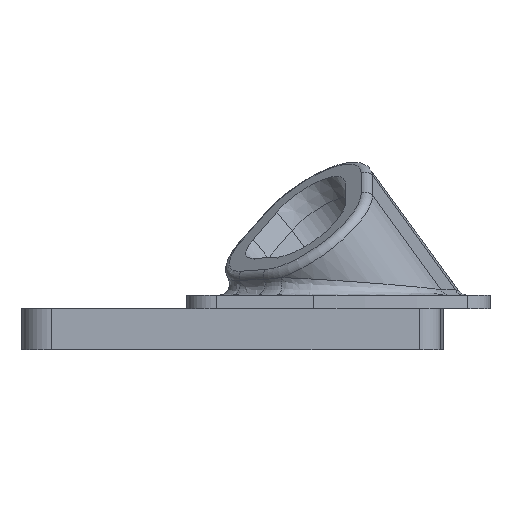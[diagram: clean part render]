
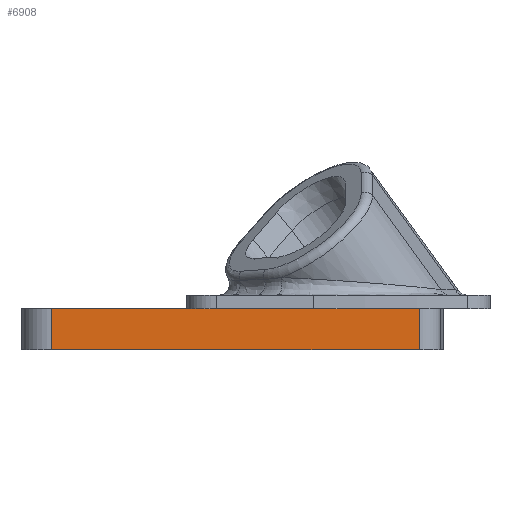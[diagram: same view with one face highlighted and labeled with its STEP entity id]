
A CAD part, left-side view. The second image highlights one B-rep face of the part: STEP entity #6908.
In plain terms, the highlighted planar face has unit normal (-1, 0, 0).
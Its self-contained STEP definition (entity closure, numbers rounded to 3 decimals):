
#3730 = PLANE('',#3731);
#3731 = AXIS2_PLACEMENT_3D('',#3732,#3733,#3734);
#3732 = CARTESIAN_POINT('',(0.,0.,-1.6));
#3733 = DIRECTION('',(0.,0.,1.));
#3734 = DIRECTION('',(1.,0.,0.));
#4193 = VERTEX_POINT('',#4194);
#4194 = CARTESIAN_POINT('',(-72.8,18.4,-1.6));
#4208 = PLANE('',#4209);
#4209 = AXIS2_PLACEMENT_3D('',#4210,#4211,#4212);
#4210 = CARTESIAN_POINT('',(0.,12.8,-1.6));
#4211 = DIRECTION('',(0.,0.,-1.));
#4212 = DIRECTION('',(-1.,0.,0.));
#5616 = EDGE_CURVE('',#4193,#5617,#5619,.T.);
#5617 = VERTEX_POINT('',#5618);
#5618 = CARTESIAN_POINT('',(-72.8,-9.8,-1.6));
#5619 = SURFACE_CURVE('',#5620,(#5624,#5631),.PCURVE_S1.);
#5620 = LINE('',#5621,#5622);
#5621 = CARTESIAN_POINT('',(-72.8,-4.9,-1.6));
#5622 = VECTOR('',#5623,1.);
#5623 = DIRECTION('',(0.,-1.,0.));
#5624 = PCURVE('',#3730,#5625);
#5625 = DEFINITIONAL_REPRESENTATION('',(#5626),#5630);
#5626 = LINE('',#5627,#5628);
#5627 = CARTESIAN_POINT('',(-72.8,-4.9));
#5628 = VECTOR('',#5629,1.);
#5629 = DIRECTION('',(0.,-1.));
#5630 = ( GEOMETRIC_REPRESENTATION_CONTEXT(2) 
PARAMETRIC_REPRESENTATION_CONTEXT() REPRESENTATION_CONTEXT('2D SPACE',''
  ) );
#5631 = PCURVE('',#5632,#5637);
#5632 = PLANE('',#5633);
#5633 = AXIS2_PLACEMENT_3D('',#5634,#5635,#5636);
#5634 = CARTESIAN_POINT('',(-72.8,-9.8,-1.6));
#5635 = DIRECTION('',(-1.,0.,0.));
#5636 = DIRECTION('',(0.,1.,0.));
#5637 = DEFINITIONAL_REPRESENTATION('',(#5638),#5642);
#5638 = LINE('',#5639,#5640);
#5639 = CARTESIAN_POINT('',(4.9,0.));
#5640 = VECTOR('',#5641,1.);
#5641 = DIRECTION('',(-1.,0.));
#5642 = ( GEOMETRIC_REPRESENTATION_CONTEXT(2) 
PARAMETRIC_REPRESENTATION_CONTEXT() REPRESENTATION_CONTEXT('2D SPACE',''
  ) );
#5661 = CYLINDRICAL_SURFACE('',#5662,2.6);
#5662 = AXIS2_PLACEMENT_3D('',#5663,#5664,#5665);
#5663 = CARTESIAN_POINT('',(-70.2,-9.8,-1.6));
#5664 = DIRECTION('',(0.,0.,-1.));
#5665 = DIRECTION('',(0.,-1.,0.));
#6187 = VERTEX_POINT('',#6188);
#6188 = CARTESIAN_POINT('',(-72.8,34.8,-1.6));
#6203 = CYLINDRICAL_SURFACE('',#6204,3.6);
#6204 = AXIS2_PLACEMENT_3D('',#6205,#6206,#6207);
#6205 = CARTESIAN_POINT('',(-69.2,34.8,-1.6));
#6206 = DIRECTION('',(0.,0.,-1.));
#6207 = DIRECTION('',(-1.,0.,0.));
#6215 = EDGE_CURVE('',#4193,#6187,#6216,.T.);
#6216 = SURFACE_CURVE('',#6217,(#6221,#6228),.PCURVE_S1.);
#6217 = LINE('',#6218,#6219);
#6218 = CARTESIAN_POINT('',(-72.8,-9.8,-1.6));
#6219 = VECTOR('',#6220,1.);
#6220 = DIRECTION('',(0.,1.,0.));
#6221 = PCURVE('',#4208,#6222);
#6222 = DEFINITIONAL_REPRESENTATION('',(#6223),#6227);
#6223 = LINE('',#6224,#6225);
#6224 = CARTESIAN_POINT('',(72.8,-22.6));
#6225 = VECTOR('',#6226,1.);
#6226 = DIRECTION('',(0.,1.));
#6227 = ( GEOMETRIC_REPRESENTATION_CONTEXT(2) 
PARAMETRIC_REPRESENTATION_CONTEXT() REPRESENTATION_CONTEXT('2D SPACE',''
  ) );
#6228 = PCURVE('',#5632,#6229);
#6229 = DEFINITIONAL_REPRESENTATION('',(#6230),#6234);
#6230 = LINE('',#6231,#6232);
#6231 = CARTESIAN_POINT('',(0.,0.));
#6232 = VECTOR('',#6233,1.);
#6233 = DIRECTION('',(1.,0.));
#6234 = ( GEOMETRIC_REPRESENTATION_CONTEXT(2) 
PARAMETRIC_REPRESENTATION_CONTEXT() REPRESENTATION_CONTEXT('2D SPACE',''
  ) );
#6908 = ADVANCED_FACE('',(#6909),#5632,.T.);
#6909 = FACE_BOUND('',#6910,.T.);
#6910 = EDGE_LOOP('',(#6911,#6912,#6913,#6936,#6964));
#6911 = ORIENTED_EDGE('',*,*,#5616,.F.);
#6912 = ORIENTED_EDGE('',*,*,#6215,.T.);
#6913 = ORIENTED_EDGE('',*,*,#6914,.T.);
#6914 = EDGE_CURVE('',#6187,#6915,#6917,.T.);
#6915 = VERTEX_POINT('',#6916);
#6916 = CARTESIAN_POINT('',(-72.8,34.8,-6.6));
#6917 = SURFACE_CURVE('',#6918,(#6922,#6929),.PCURVE_S1.);
#6918 = LINE('',#6919,#6920);
#6919 = CARTESIAN_POINT('',(-72.8,34.8,-1.6));
#6920 = VECTOR('',#6921,1.);
#6921 = DIRECTION('',(0.,0.,-1.));
#6922 = PCURVE('',#5632,#6923);
#6923 = DEFINITIONAL_REPRESENTATION('',(#6924),#6928);
#6924 = LINE('',#6925,#6926);
#6925 = CARTESIAN_POINT('',(44.6,0.));
#6926 = VECTOR('',#6927,1.);
#6927 = DIRECTION('',(0.,1.));
#6928 = ( GEOMETRIC_REPRESENTATION_CONTEXT(2) 
PARAMETRIC_REPRESENTATION_CONTEXT() REPRESENTATION_CONTEXT('2D SPACE',''
  ) );
#6929 = PCURVE('',#6203,#6930);
#6930 = DEFINITIONAL_REPRESENTATION('',(#6931),#6935);
#6931 = LINE('',#6932,#6933);
#6932 = CARTESIAN_POINT('',(0.,0.));
#6933 = VECTOR('',#6934,1.);
#6934 = DIRECTION('',(0.,1.));
#6935 = ( GEOMETRIC_REPRESENTATION_CONTEXT(2) 
PARAMETRIC_REPRESENTATION_CONTEXT() REPRESENTATION_CONTEXT('2D SPACE',''
  ) );
#6936 = ORIENTED_EDGE('',*,*,#6937,.F.);
#6937 = EDGE_CURVE('',#6938,#6915,#6940,.T.);
#6938 = VERTEX_POINT('',#6939);
#6939 = CARTESIAN_POINT('',(-72.8,-9.8,-6.6));
#6940 = SURFACE_CURVE('',#6941,(#6945,#6952),.PCURVE_S1.);
#6941 = LINE('',#6942,#6943);
#6942 = CARTESIAN_POINT('',(-72.8,-9.8,-6.6));
#6943 = VECTOR('',#6944,1.);
#6944 = DIRECTION('',(0.,1.,0.));
#6945 = PCURVE('',#5632,#6946);
#6946 = DEFINITIONAL_REPRESENTATION('',(#6947),#6951);
#6947 = LINE('',#6948,#6949);
#6948 = CARTESIAN_POINT('',(0.,5.));
#6949 = VECTOR('',#6950,1.);
#6950 = DIRECTION('',(1.,0.));
#6951 = ( GEOMETRIC_REPRESENTATION_CONTEXT(2) 
PARAMETRIC_REPRESENTATION_CONTEXT() REPRESENTATION_CONTEXT('2D SPACE',''
  ) );
#6952 = PCURVE('',#6953,#6958);
#6953 = PLANE('',#6954);
#6954 = AXIS2_PLACEMENT_3D('',#6955,#6956,#6957);
#6955 = CARTESIAN_POINT('',(0.,12.8,-6.6));
#6956 = DIRECTION('',(0.,0.,-1.));
#6957 = DIRECTION('',(-1.,0.,0.));
#6958 = DEFINITIONAL_REPRESENTATION('',(#6959),#6963);
#6959 = LINE('',#6960,#6961);
#6960 = CARTESIAN_POINT('',(72.8,-22.6));
#6961 = VECTOR('',#6962,1.);
#6962 = DIRECTION('',(0.,1.));
#6963 = ( GEOMETRIC_REPRESENTATION_CONTEXT(2) 
PARAMETRIC_REPRESENTATION_CONTEXT() REPRESENTATION_CONTEXT('2D SPACE',''
  ) );
#6964 = ORIENTED_EDGE('',*,*,#6965,.F.);
#6965 = EDGE_CURVE('',#5617,#6938,#6966,.T.);
#6966 = SURFACE_CURVE('',#6967,(#6971,#6978),.PCURVE_S1.);
#6967 = LINE('',#6968,#6969);
#6968 = CARTESIAN_POINT('',(-72.8,-9.8,-1.6));
#6969 = VECTOR('',#6970,1.);
#6970 = DIRECTION('',(0.,0.,-1.));
#6971 = PCURVE('',#5632,#6972);
#6972 = DEFINITIONAL_REPRESENTATION('',(#6973),#6977);
#6973 = LINE('',#6974,#6975);
#6974 = CARTESIAN_POINT('',(0.,0.));
#6975 = VECTOR('',#6976,1.);
#6976 = DIRECTION('',(0.,1.));
#6977 = ( GEOMETRIC_REPRESENTATION_CONTEXT(2) 
PARAMETRIC_REPRESENTATION_CONTEXT() REPRESENTATION_CONTEXT('2D SPACE',''
  ) );
#6978 = PCURVE('',#5661,#6979);
#6979 = DEFINITIONAL_REPRESENTATION('',(#6980),#6984);
#6980 = LINE('',#6981,#6982);
#6981 = CARTESIAN_POINT('',(1.571,0.));
#6982 = VECTOR('',#6983,1.);
#6983 = DIRECTION('',(0.,1.));
#6984 = ( GEOMETRIC_REPRESENTATION_CONTEXT(2) 
PARAMETRIC_REPRESENTATION_CONTEXT() REPRESENTATION_CONTEXT('2D SPACE',''
  ) );
